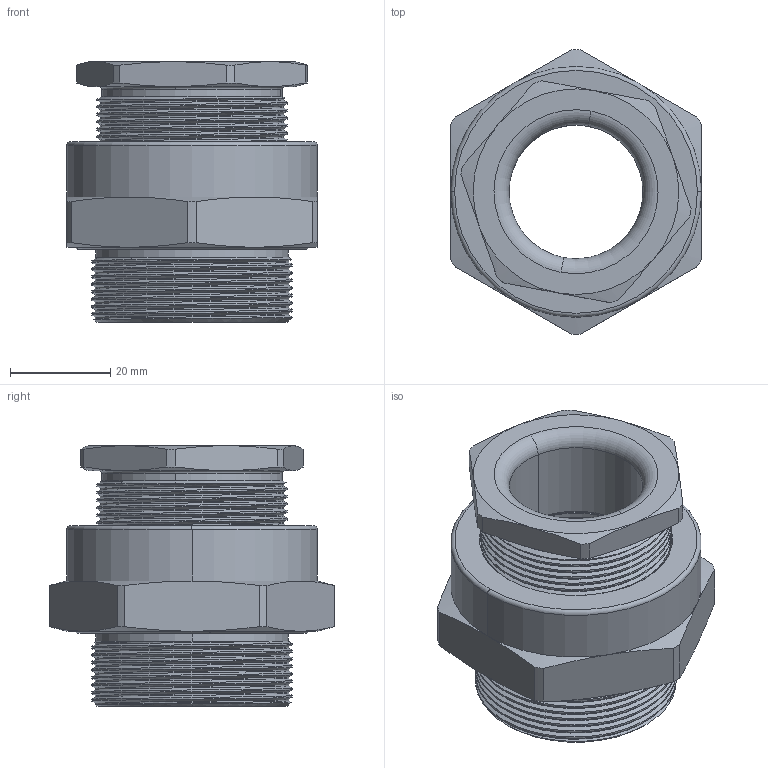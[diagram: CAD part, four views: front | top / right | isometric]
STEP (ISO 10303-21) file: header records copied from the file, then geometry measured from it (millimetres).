
FILE_DESCRIPTION (( 'STEP AP214' ), '1' );
FILE_NAME ('M40-E2-15mm E204-622.STEP', '2025-04-04T06:26:17', ( '' ), ( '' ), 'SwSTEP 2.0', 'SolidWorks 2022', '' );
FILE_SCHEMA (( 'AUTOMOTIVE_DESIGN' ));
Length unit declared in the file: millimetre
Products named in the file (1): M40-E2-15mm E204-622
Bounding box: 50 x 56.73 x 52 mm (x, y, z)
Volume: 48258.9 mm3; surface area: 25164.8 mm2
Topology: 5 solids, 5 shells, 524 faces, 1382 edges, 902 vertices
Faces by surface type: plane 174, bspline 158, cylinder 136, cone 44, torus 12
Entity records: 33462 total; most frequent: CARTESIAN_POINT 16320, ORIENTED_EDGE 2764, DIRECTION 1696, EDGE_CURVE 1382, VERTEX_POINT 902, VECTOR 672, LINE 672, EDGE_LOOP 568
